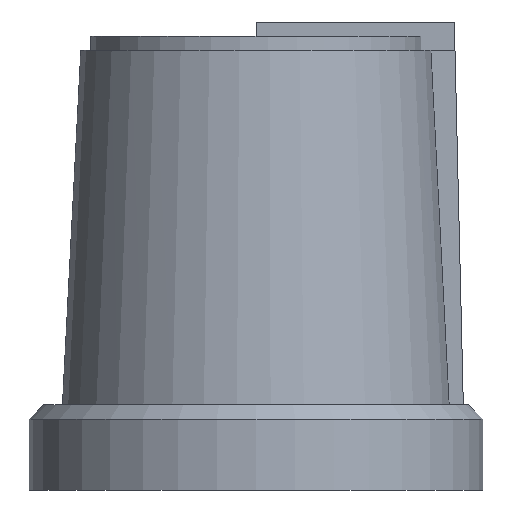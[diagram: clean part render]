
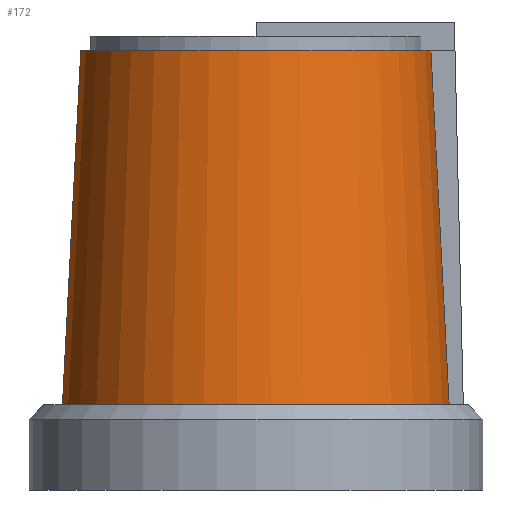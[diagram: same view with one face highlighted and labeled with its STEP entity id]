
A CAD part, left-side view. The second image highlights one B-rep face of the part: STEP entity #172.
In plain terms, the highlighted free-form (B-spline) face has degree [14, 1] with [15, 2] control points.
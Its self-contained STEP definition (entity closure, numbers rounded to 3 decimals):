
#102 = EDGE_CURVE('',#103,#105,#107,.T.);
#103 = VERTEX_POINT('',#104);
#104 = CARTESIAN_POINT('',(0.75,-6.809,3.));
#105 = VERTEX_POINT('',#106);
#106 = CARTESIAN_POINT('',(-0.75,-6.809,3.));
#107 = CIRCLE('',#108,6.85);
#108 = AXIS2_PLACEMENT_3D('',#109,#110,#111);
#109 = CARTESIAN_POINT('',(0.,0.,3.));
#110 = DIRECTION('',(0.,0.,1.));
#111 = DIRECTION('',(1.,0.,0.));
#172 = ADVANCED_FACE('',(#173),#197,.F.);
#173 = FACE_BOUND('',#174,.F.);
#174 = EDGE_LOOP('',(#175,#186,#191,#192));
#175 = ORIENTED_EDGE('',*,*,#176,.T.);
#176 = EDGE_CURVE('',#177,#179,#181,.T.);
#177 = VERTEX_POINT('',#178);
#178 = CARTESIAN_POINT('',(0.65,-6.166,15.5));
#179 = VERTEX_POINT('',#180);
#180 = CARTESIAN_POINT('',(-0.65,-6.166,15.5));
#181 = CIRCLE('',#182,6.2);
#182 = AXIS2_PLACEMENT_3D('',#183,#184,#185);
#183 = CARTESIAN_POINT('',(0.,0.,15.5));
#184 = DIRECTION('',(0.,0.,1.));
#185 = DIRECTION('',(1.,0.,0.));
#186 = ORIENTED_EDGE('',*,*,#187,.T.);
#187 = EDGE_CURVE('',#179,#105,#188,.T.);
#188 = B_SPLINE_CURVE_WITH_KNOTS('',1,(#189,#190),.UNSPECIFIED.,.F.,.F.,
  (2,2),(0.,1.),.PIECEWISE_BEZIER_KNOTS.);
#189 = CARTESIAN_POINT('',(-0.65,-6.166,15.5));
#190 = CARTESIAN_POINT('',(-0.75,-6.809,3.));
#191 = ORIENTED_EDGE('',*,*,#102,.F.);
#192 = ORIENTED_EDGE('',*,*,#193,.F.);
#193 = EDGE_CURVE('',#177,#103,#194,.T.);
#194 = B_SPLINE_CURVE_WITH_KNOTS('',1,(#195,#196),.UNSPECIFIED.,.F.,.F.,
  (2,2),(0.,1.),.PIECEWISE_BEZIER_KNOTS.);
#195 = CARTESIAN_POINT('',(0.65,-6.166,15.5));
#196 = CARTESIAN_POINT('',(0.75,-6.809,3.));
#197 = B_SPLINE_SURFACE_WITH_KNOTS('',14,1,(
    (#198,#199)
    ,(#200,#201)
    ,(#202,#203)
    ,(#204,#205)
    ,(#206,#207)
    ,(#208,#209)
    ,(#210,#211)
    ,(#212,#213)
    ,(#214,#215)
    ,(#216,#217)
    ,(#218,#219)
    ,(#220,#221)
    ,(#222,#223)
    ,(#224,#225)
    ,(#226,#227
    )),.UNSPECIFIED.,.F.,.F.,.F.,(15,15),(2,2),(4.817,
    10.891),(0.,1.),.PIECEWISE_BEZIER_KNOTS.);
#198 = CARTESIAN_POINT('',(0.65,-6.166,15.5));
#199 = CARTESIAN_POINT('',(0.75,-6.809,3.));
#200 = CARTESIAN_POINT('',(3.325,-5.884,
    15.5));
#201 = CARTESIAN_POINT('',(3.699,-6.484,3.));
#202 = CARTESIAN_POINT('',(5.868,-4.352,15.5)
  );
#203 = CARTESIAN_POINT('',(6.497,-4.784,3.
    ));
#204 = CARTESIAN_POINT('',(7.647,-1.638,
    15.5));
#205 = CARTESIAN_POINT('',(8.448,-1.784,3.
    ));
#206 = CARTESIAN_POINT('',(8.066,1.843,15.5
    ));
#207 = CARTESIAN_POINT('',(8.899,2.055,3.)
  );
#208 = CARTESIAN_POINT('',(6.779,5.349,15.5
    ));
#209 = CARTESIAN_POINT('',(7.472,5.915,3.)
  );
#210 = CARTESIAN_POINT('',(3.884,7.976,15.5
    ));
#211 = CARTESIAN_POINT('',(4.28,8.805,3.)
  );
#212 = CARTESIAN_POINT('',(0.,8.955,15.5)
  );
#213 = CARTESIAN_POINT('',(0.,9.882,3.));
#214 = CARTESIAN_POINT('',(-3.884,7.976,15.5
    ));
#215 = CARTESIAN_POINT('',(-4.28,8.805,3.)
  );
#216 = CARTESIAN_POINT('',(-6.779,5.349,
    15.5));
#217 = CARTESIAN_POINT('',(-7.472,5.915,3.
    ));
#218 = CARTESIAN_POINT('',(-8.066,1.843,15.5
    ));
#219 = CARTESIAN_POINT('',(-8.899,2.055,3.
    ));
#220 = CARTESIAN_POINT('',(-7.647,-1.638,15.5
    ));
#221 = CARTESIAN_POINT('',(-8.448,-1.784,
    3.));
#222 = CARTESIAN_POINT('',(-5.868,-4.352,
    15.5));
#223 = CARTESIAN_POINT('',(-6.497,-4.784,3.
    ));
#224 = CARTESIAN_POINT('',(-3.325,-5.884,
    15.5));
#225 = CARTESIAN_POINT('',(-3.699,-6.484,3.));
#226 = CARTESIAN_POINT('',(-0.65,-6.166,15.5));
#227 = CARTESIAN_POINT('',(-0.75,-6.809,3.));
